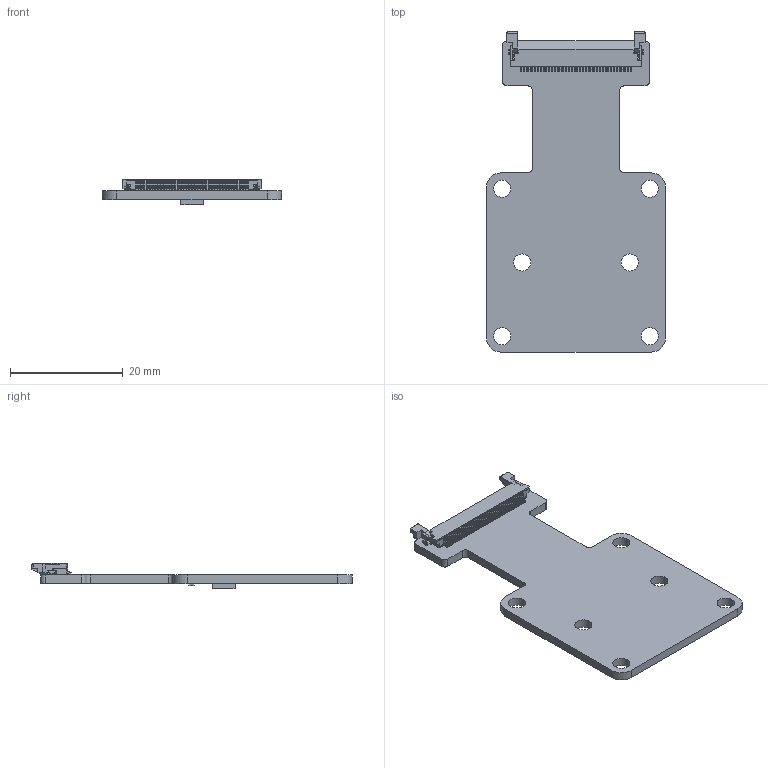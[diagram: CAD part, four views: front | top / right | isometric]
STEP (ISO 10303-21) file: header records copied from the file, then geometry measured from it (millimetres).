
FILE_DESCRIPTION(('Open CASCADE Model'),'2;1');
FILE_NAME('Open CASCADE Shape Model','2024-10-24T10:14:36',('Author'),( 'Open CASCADE'),'Open CASCADE STEP processor 7.5','Open CASCADE 7.5' ,'Unknown');
FILE_SCHEMA(('AUTOMOTIVE_DESIGN { 1 0 10303 214 1 1 1 1 }'));
Length unit declared in the file: millimetre
Products named in the file (13): PCB; BoardHeater_102424; Open CASCADE STEP translator 7.5 2.1.1; J1Heater_102424; FH12A-40S-0.5SH_RGB8421504; FH12A-40S-0.5SH_Èª; C1Heater_102424; 0402; ť󡬼1; ť󡬼2; U1Heater_102424; 6885578400; Extruded
Assembly tree (13 placements, depth 4):
  PCB
    BoardHeater_102424
      Open CASCADE STEP translator 7.5 2.1.1
    J1Heater_102424
      FH12A-40S-0.5SH_RGB8421504
        FH12A-40S-0.5SH_Èª
    C1Heater_102424
      0402
        ť󡬼1
        ť󡬼2  x2
    U1Heater_102424
      6885578400
        Extruded
Bounding box: 31.75 x 56.74 x 4.53 mm (x, y, z)
Volume: 2383.4 mm3; surface area: 3805.3 mm2
Topology: 6 solids, 6 shells, 1469 faces, 4074 edges, 2698 vertices
Faces by surface type: plane 1130, cylinder 296, bspline 43
Full cylindrical faces by diameter (mm): 3.048 x6
Entity records: 49153 total; most frequent: CARTESIAN_POINT 10694, ORIENTED_EDGE 8108, DIRECTION 7378, EDGE_CURVE 4054, LINE 3382, VECTOR 3382, VERTEX_POINT 2686, AXIS2_PLACEMENT_3D 1998
